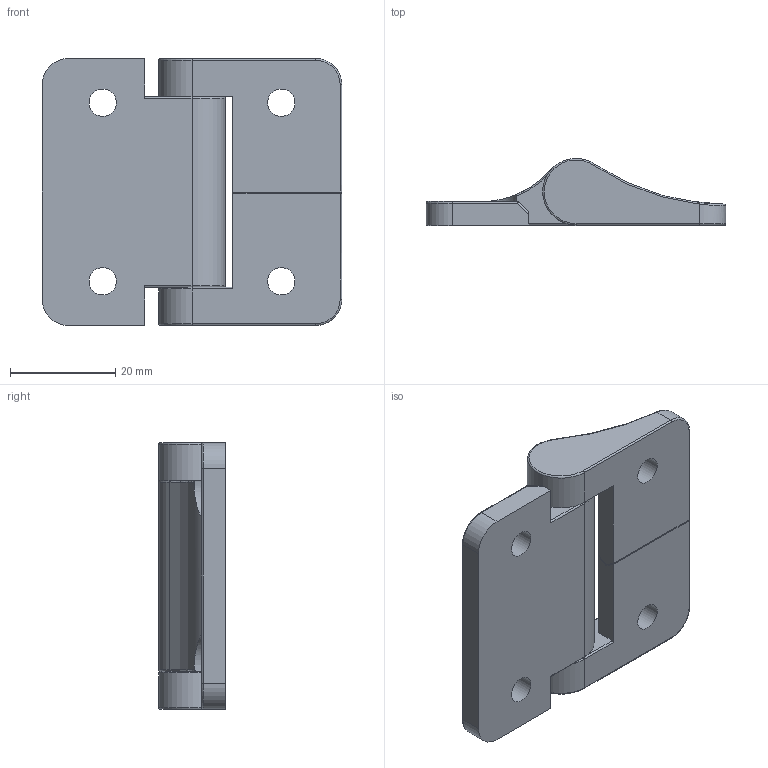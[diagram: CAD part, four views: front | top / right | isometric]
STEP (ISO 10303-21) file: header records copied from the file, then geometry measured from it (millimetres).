
FILE_DESCRIPTION(/* description */ (''),/* implementation_level */ '2;1');
FILE_NAME(/* name */ 'H-TC5057.stp',/* time_stamp */ '2025-12-15T13:53:11+09:00',/* author */ ('user'),/* organization */ (''),/* preprocessor_version */ 'ST-DEVELOPER v15.6',/* originating_system */ 'Autodesk Inventor 2015',/* authorisation */ '');
FILE_SCHEMA (('AUTOMOTIVE_DESIGN { 1 0 10303 214 3 1 1 }'));
Length unit declared in the file: millimetre
Products named in the file (3): 날개1; 날개2; H-TC5057
Bounding box: 57 x 12.7 x 50.8 mm (x, y, z)
Volume: 16521.7 mm3; surface area: 8334.4 mm2
Topology: 3 solids, 3 shells, 83 faces, 203 edges, 126 vertices
Faces by surface type: cylinder 34, plane 31, torus 14, sphere 2, bspline 2
Full cylindrical faces by diameter (mm): 5.2 x4, 11.6 x2
Entity records: 2648 total; most frequent: CARTESIAN_POINT 602, DIRECTION 445, ORIENTED_EDGE 390, EDGE_CURVE 195, AXIS2_PLACEMENT_3D 175, VERTEX_POINT 124, EDGE_LOOP 97, LINE 95
